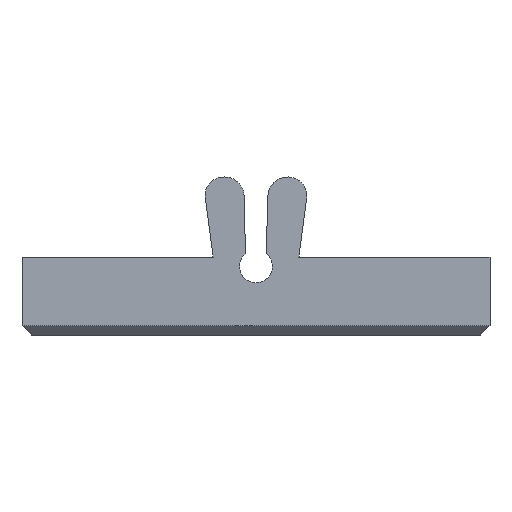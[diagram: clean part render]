
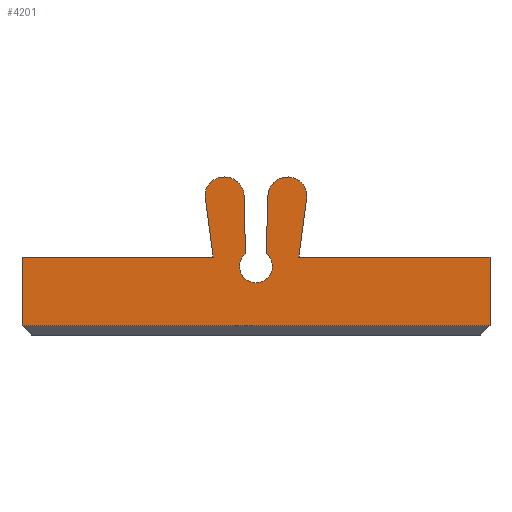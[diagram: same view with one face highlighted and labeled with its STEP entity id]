
A CAD part, left-side view. The second image highlights one B-rep face of the part: STEP entity #4201.
In plain terms, the highlighted planar face has unit normal (-1, 0, 0).
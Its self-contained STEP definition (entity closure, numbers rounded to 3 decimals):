
#19=CIRCLE('',#4309,0.525);
#98=PLANE('',#4315);
#323=FACE_OUTER_BOUND('',#560,.T.);
#560=EDGE_LOOP('',(#3711,#3712,#3713,#3714,#3715,#3716,#3717,#3718,#3719,
#3720,#3721,#3722));
#890=LINE('',#8504,#1254);
#893=LINE('',#8509,#1257);
#896=LINE('',#8515,#1260);
#897=LINE('',#8567,#1261);
#898=LINE('',#8569,#1262);
#899=LINE('',#8571,#1263);
#900=LINE('',#8573,#1264);
#901=LINE('',#8575,#1265);
#902=LINE('',#8577,#1266);
#1254=VECTOR('',#4772,1000.);
#1257=VECTOR('',#4777,1000.);
#1260=VECTOR('',#4782,1000.);
#1261=VECTOR('',#4785,10.);
#1262=VECTOR('',#4786,1000.);
#1263=VECTOR('',#4787,1000.);
#1264=VECTOR('',#4788,1000.);
#1265=VECTOR('',#4789,10.);
#1266=VECTOR('',#4790,1000.);
#1583=B_SPLINE_CURVE_WITH_KNOTS('',3,(#8546,#8547,#8548,#8549,#8550,#8551,
#8552,#8553,#8554,#8555,#8556,#8557,#8558,#8559,#8560,#8561,#8562,#8563,
#8564),.UNSPECIFIED.,.F.,.F.,(4,3,3,3,3,3,4),(0.033,0.108,
0.145,0.183,0.22,0.258,
0.332),.UNSPECIFIED.);
#1584=B_SPLINE_CURVE_WITH_KNOTS('',3,(#8578,#8579,#8580,#8581,#8582,#8583,
#8584,#8585,#8586,#8587,#8588,#8589,#8590,#8591,#8592,#8593,#8594,#8595,
#8596),.UNSPECIFIED.,.F.,.F.,(4,3,3,3,3,3,4),(0.034,0.191,
0.269,0.347,0.425,0.503,
0.66),.UNSPECIFIED.);
#1947=VERTEX_POINT('',#8436);
#1949=VERTEX_POINT('',#8439);
#1961=VERTEX_POINT('',#8503);
#1962=VERTEX_POINT('',#8507);
#1963=VERTEX_POINT('',#8511);
#1964=VERTEX_POINT('',#8513);
#1965=VERTEX_POINT('',#8566);
#1966=VERTEX_POINT('',#8568);
#1967=VERTEX_POINT('',#8570);
#1968=VERTEX_POINT('',#8572);
#1969=VERTEX_POINT('',#8574);
#1970=VERTEX_POINT('',#8576);
#2540=EDGE_CURVE('',#1949,#1947,#19,.T.);
#2554=EDGE_CURVE('',#1949,#1961,#890,.T.);
#2557=EDGE_CURVE('',#1947,#1962,#893,.T.);
#2560=EDGE_CURVE('',#1964,#1963,#896,.T.);
#2561=EDGE_CURVE('',#1963,#1962,#1583,.T.);
#2562=EDGE_CURVE('',#1965,#1964,#897,.T.);
#2563=EDGE_CURVE('',#1966,#1965,#898,.T.);
#2564=EDGE_CURVE('',#1966,#1967,#899,.T.);
#2565=EDGE_CURVE('',#1967,#1968,#900,.T.);
#2566=EDGE_CURVE('',#1969,#1968,#901,.T.);
#2567=EDGE_CURVE('',#1969,#1970,#902,.T.);
#2568=EDGE_CURVE('',#1961,#1970,#1584,.T.);
#3711=ORIENTED_EDGE('',*,*,#2540,.T.);
#3712=ORIENTED_EDGE('',*,*,#2557,.T.);
#3713=ORIENTED_EDGE('',*,*,#2561,.F.);
#3714=ORIENTED_EDGE('',*,*,#2560,.F.);
#3715=ORIENTED_EDGE('',*,*,#2562,.F.);
#3716=ORIENTED_EDGE('',*,*,#2563,.F.);
#3717=ORIENTED_EDGE('',*,*,#2564,.T.);
#3718=ORIENTED_EDGE('',*,*,#2565,.T.);
#3719=ORIENTED_EDGE('',*,*,#2566,.F.);
#3720=ORIENTED_EDGE('',*,*,#2567,.T.);
#3721=ORIENTED_EDGE('',*,*,#2568,.F.);
#3722=ORIENTED_EDGE('',*,*,#2554,.F.);
#4201=ADVANCED_FACE('',(#323),#98,.F.);
#4309=AXIS2_PLACEMENT_3D('',#8440,#4754,#4755);
#4315=AXIS2_PLACEMENT_3D('',#8565,#4783,#4784);
#4754=DIRECTION('center_axis',(1.,0.,0.));
#4755=DIRECTION('ref_axis',(0.,-1.,0.));
#4772=DIRECTION('',(0.,-0.03,1.));
#4777=DIRECTION('',(0.,0.024,1.));
#4782=DIRECTION('',(0.,0.13,0.992));
#4783=DIRECTION('center_axis',(1.,0.,0.));
#4784=DIRECTION('ref_axis',(0.,-1.,0.));
#4785=DIRECTION('',(0.,-1.,0.));
#4786=DIRECTION('',(0.,0.,1.));
#4787=DIRECTION('',(0.,-1.,0.));
#4788=DIRECTION('',(0.,0.,1.));
#4789=DIRECTION('',(0.,-1.,0.));
#4790=DIRECTION('',(0.,-0.13,0.992));
#8436=CARTESIAN_POINT('',(-18.487,13.037,8.856));
#8439=CARTESIAN_POINT('',(-18.487,12.373,8.865));
#8440=CARTESIAN_POINT('Origin',(-18.487,12.7,8.454));
#8503=CARTESIAN_POINT('',(-18.487,12.318,10.724));
#8504=CARTESIAN_POINT('',(-18.487,12.349,9.694));
#8507=CARTESIAN_POINT('',(-18.487,13.082,10.724));
#8509=CARTESIAN_POINT('',(-18.487,13.057,9.69));
#8511=CARTESIAN_POINT('',(-18.487,14.322,10.64));
#8513=CARTESIAN_POINT('',(-18.487,14.075,8.754));
#8515=CARTESIAN_POINT('',(-18.487,14.198,9.697));
#8546=CARTESIAN_POINT('Ctrl Pts',(-18.487,14.322,10.64));
#8547=CARTESIAN_POINT('Ctrl Pts',(-18.487,14.342,10.777));
#8548=CARTESIAN_POINT('Ctrl Pts',(-18.487,14.329,10.873));
#8549=CARTESIAN_POINT('Ctrl Pts',(-18.487,14.265,10.99));
#8550=CARTESIAN_POINT('Ctrl Pts',(-18.487,14.233,11.049));
#8551=CARTESIAN_POINT('Ctrl Pts',(-18.487,14.189,11.114));
#8552=CARTESIAN_POINT('Ctrl Pts',(-18.487,14.124,11.17));
#8553=CARTESIAN_POINT('Ctrl Pts',(-18.487,14.058,11.227));
#8554=CARTESIAN_POINT('Ctrl Pts',(-18.487,13.972,11.276));
#8555=CARTESIAN_POINT('Ctrl Pts',(-18.487,13.872,11.301));
#8556=CARTESIAN_POINT('Ctrl Pts',(-18.487,13.772,11.326));
#8557=CARTESIAN_POINT('Ctrl Pts',(-18.487,13.658,11.327));
#8558=CARTESIAN_POINT('Ctrl Pts',(-18.487,13.553,11.3));
#8559=CARTESIAN_POINT('Ctrl Pts',(-18.487,13.447,11.273));
#8560=CARTESIAN_POINT('Ctrl Pts',(-18.487,13.351,11.218));
#8561=CARTESIAN_POINT('Ctrl Pts',(-18.487,13.278,11.152));
#8562=CARTESIAN_POINT('Ctrl Pts',(-18.487,13.133,11.02));
#8563=CARTESIAN_POINT('Ctrl Pts',(-18.487,13.085,10.849));
#8564=CARTESIAN_POINT('Ctrl Pts',(-18.487,13.082,10.724));
#8565=CARTESIAN_POINT('Origin',(-18.487,12.7,9.304));
#8566=CARTESIAN_POINT('',(-18.487,20.2,8.754));
#8567=CARTESIAN_POINT('',(-18.487,12.7,8.754));
#8568=CARTESIAN_POINT('',(-18.487,20.2,6.554));
#8569=CARTESIAN_POINT('',(-18.487,20.2,8.004));
#8570=CARTESIAN_POINT('',(-18.487,5.2,6.554));
#8571=CARTESIAN_POINT('',(-18.487,5.2,6.554));
#8572=CARTESIAN_POINT('',(-18.487,5.2,8.754));
#8573=CARTESIAN_POINT('',(-18.487,5.2,8.004));
#8574=CARTESIAN_POINT('',(-18.487,11.325,8.754));
#8575=CARTESIAN_POINT('',(-18.487,12.7,8.754));
#8576=CARTESIAN_POINT('',(-18.487,11.078,10.64));
#8577=CARTESIAN_POINT('',(-18.487,11.202,9.697));
#8578=CARTESIAN_POINT('Ctrl Pts',(-18.487,12.318,10.724));
#8579=CARTESIAN_POINT('Ctrl Pts',(-18.487,12.315,10.849));
#8580=CARTESIAN_POINT('Ctrl Pts',(-18.487,12.267,11.02));
#8581=CARTESIAN_POINT('Ctrl Pts',(-18.487,12.122,11.152));
#8582=CARTESIAN_POINT('Ctrl Pts',(-18.487,12.049,11.218));
#8583=CARTESIAN_POINT('Ctrl Pts',(-18.487,11.953,11.273));
#8584=CARTESIAN_POINT('Ctrl Pts',(-18.487,11.847,11.3));
#8585=CARTESIAN_POINT('Ctrl Pts',(-18.487,11.742,11.327));
#8586=CARTESIAN_POINT('Ctrl Pts',(-18.487,11.628,11.326));
#8587=CARTESIAN_POINT('Ctrl Pts',(-18.487,11.528,11.301));
#8588=CARTESIAN_POINT('Ctrl Pts',(-18.487,11.428,11.276));
#8589=CARTESIAN_POINT('Ctrl Pts',(-18.487,11.342,11.227));
#8590=CARTESIAN_POINT('Ctrl Pts',(-18.487,11.276,11.17));
#8591=CARTESIAN_POINT('Ctrl Pts',(-18.487,11.211,11.114));
#8592=CARTESIAN_POINT('Ctrl Pts',(-18.487,11.167,11.049));
#8593=CARTESIAN_POINT('Ctrl Pts',(-18.487,11.135,10.99));
#8594=CARTESIAN_POINT('Ctrl Pts',(-18.487,11.071,10.873));
#8595=CARTESIAN_POINT('Ctrl Pts',(-18.487,11.057,10.777));
#8596=CARTESIAN_POINT('Ctrl Pts',(-18.487,11.078,10.64));
